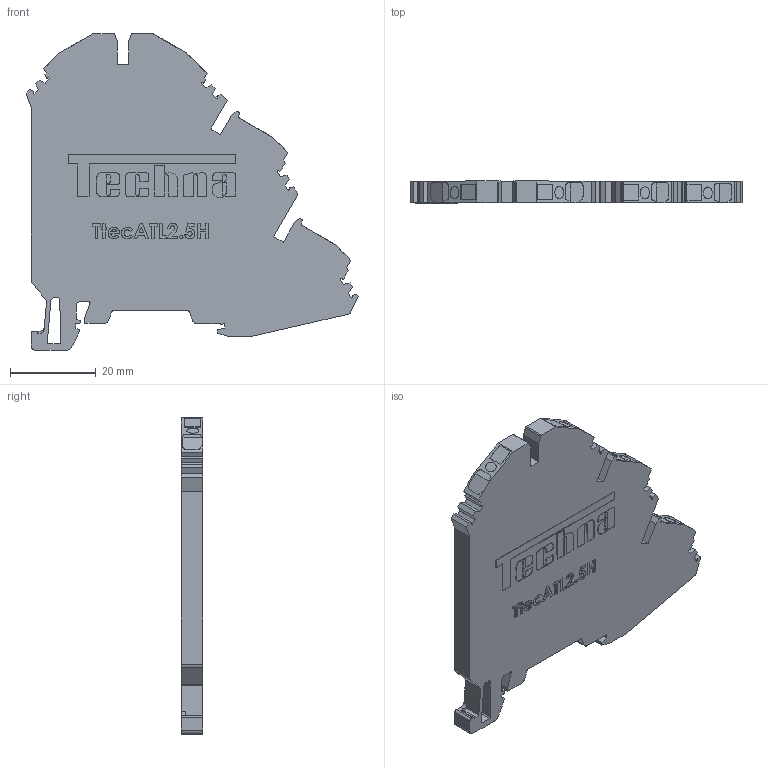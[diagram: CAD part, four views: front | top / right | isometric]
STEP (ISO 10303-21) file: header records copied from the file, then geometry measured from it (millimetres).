
FILE_DESCRIPTION (( 'STEP AP214' ), '1' );
FILE_NAME ('TtecATL2.5H.STEP', '2020-06-10T07:36:29', ( '' ), ( '' ), 'SwSTEP 2.0', 'SolidWorks 2020', '' );
FILE_SCHEMA (( 'AUTOMOTIVE_DESIGN' ));
Length unit declared in the file: millimetre
Products named in the file (1): TtecATL2.5H
Bounding box: 77.31 x 5 x 73.77 mm (x, y, z)
Volume: 18649.5 mm3; surface area: 9490.7 mm2
Topology: 1 solids, 1 shells, 784 faces, 2193 edges, 1460 vertices
Faces by surface type: plane 510, cylinder 196, bspline 70, cone 8
Entity records: 34312 total; most frequent: CARTESIAN_POINT 8532, ORIENTED_EDGE 4386, DIRECTION 3843, EDGE_CURVE 2193, VECTOR 1645, LINE 1645, VERTEX_POINT 1460, AXIS2_PLACEMENT_3D 1099
